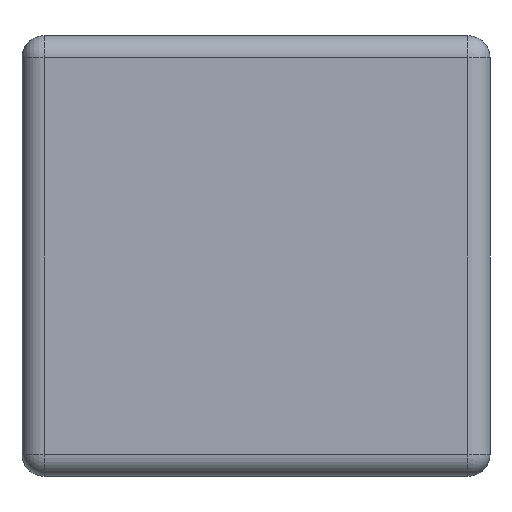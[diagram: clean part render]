
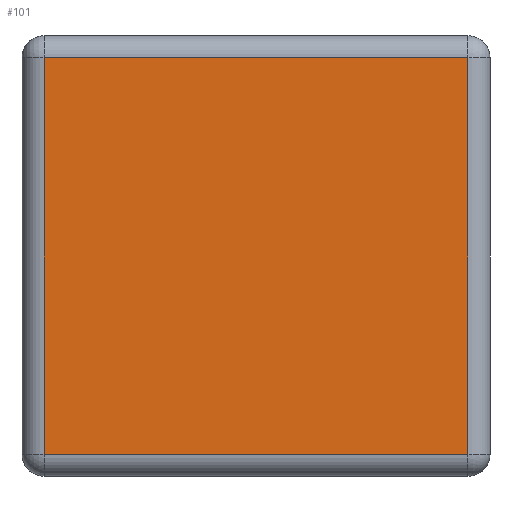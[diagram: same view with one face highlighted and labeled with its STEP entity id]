
A CAD part, left-side view. The second image highlights one B-rep face of the part: STEP entity #101.
In plain terms, the highlighted planar face has unit normal (-1, 0, 0).
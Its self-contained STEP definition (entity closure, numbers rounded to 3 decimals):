
#17 = VECTOR ( 'NONE', #1215, 1000. ) ;
#41 = EDGE_CURVE ( 'NONE', #680, #248, #912, .T. ) ;
#74 = DIRECTION ( 'NONE',  ( 1., 0., 0. ) ) ;
#89 = AXIS2_PLACEMENT_3D ( 'NONE', #560, #74, #278 ) ;
#100 = EDGE_LOOP ( 'NONE', ( #1058, #192, #394, #1205 ) ) ;
#101 = ADVANCED_FACE ( 'NONE', ( #833 ), #1252, .F. ) ;
#184 = CARTESIAN_POINT ( 'NONE',  ( -1.6, 0.08, -0.8 ) ) ;
#192 = ORIENTED_EDGE ( 'NONE', *, *, #280, .T. ) ;
#213 = CARTESIAN_POINT ( 'NONE',  ( -1.6, 1.7, 0.72 ) ) ;
#230 = VERTEX_POINT ( 'NONE', #800 ) ;
#233 = CARTESIAN_POINT ( 'NONE',  ( -1.6, 1.62, -0.72 ) ) ;
#242 = CARTESIAN_POINT ( 'NONE',  ( -1.6, 0.08, -0.72 ) ) ;
#248 = VERTEX_POINT ( 'NONE', #443 ) ;
#253 = EDGE_CURVE ( 'NONE', #230, #598, #1253, .T. ) ;
#278 = DIRECTION ( 'NONE',  ( 0., 0., -1. ) ) ;
#280 = EDGE_CURVE ( 'NONE', #598, #680, #1095, .T. ) ;
#394 = ORIENTED_EDGE ( 'NONE', *, *, #41, .T. ) ;
#436 = VECTOR ( 'NONE', #736, 1000. ) ;
#443 = CARTESIAN_POINT ( 'NONE',  ( -1.6, 0.08, 0.72 ) ) ;
#560 = CARTESIAN_POINT ( 'NONE',  ( -1.6, 1.7, -0.8 ) ) ;
#598 = VERTEX_POINT ( 'NONE', #233 ) ;
#653 = DIRECTION ( 'NONE',  ( 0., 0., 1. ) ) ;
#680 = VERTEX_POINT ( 'NONE', #242 ) ;
#734 = CARTESIAN_POINT ( 'NONE',  ( -1.6, 1.7, -0.72 ) ) ;
#736 = DIRECTION ( 'NONE',  ( 0., -1., 0. ) ) ;
#799 = VECTOR ( 'NONE', #653, 1000. ) ;
#800 = CARTESIAN_POINT ( 'NONE',  ( -1.6, 1.62, 0.72 ) ) ;
#808 = DIRECTION ( 'NONE',  ( 0., 1., 0. ) ) ;
#833 = FACE_OUTER_BOUND ( 'NONE', #100, .T. ) ;
#887 = VECTOR ( 'NONE', #808, 1000. ) ;
#912 = LINE ( 'NONE', #184, #799 ) ;
#1000 = LINE ( 'NONE', #213, #887 ) ;
#1058 = ORIENTED_EDGE ( 'NONE', *, *, #253, .T. ) ;
#1061 = EDGE_CURVE ( 'NONE', #248, #230, #1000, .T. ) ;
#1095 = LINE ( 'NONE', #734, #436 ) ;
#1205 = ORIENTED_EDGE ( 'NONE', *, *, #1061, .T. ) ;
#1212 = CARTESIAN_POINT ( 'NONE',  ( -1.6, 1.62, -0.8 ) ) ;
#1215 = DIRECTION ( 'NONE',  ( 0., 0., -1. ) ) ;
#1252 = PLANE ( 'NONE',  #89 ) ;
#1253 = LINE ( 'NONE', #1212, #17 ) ;
